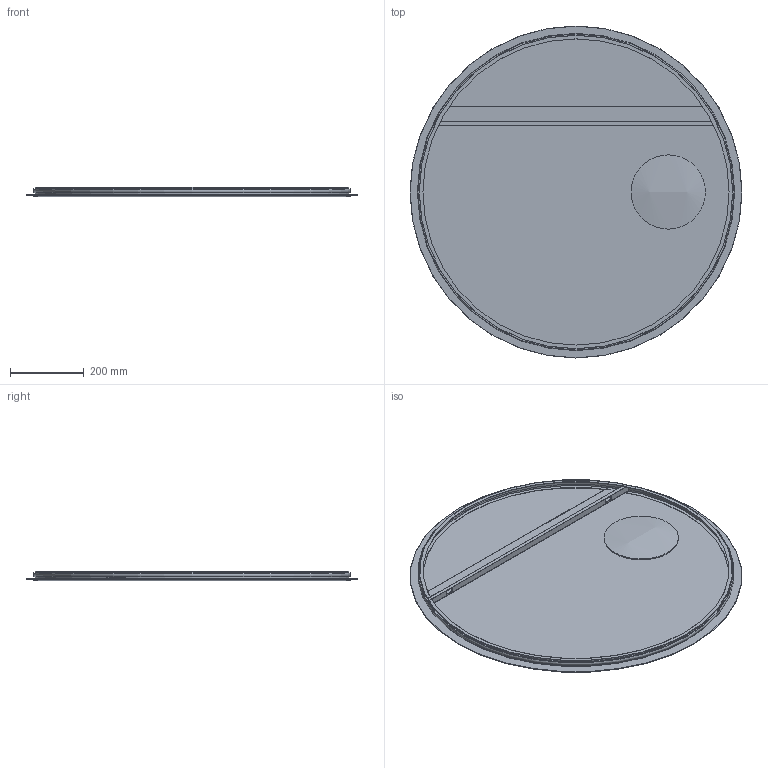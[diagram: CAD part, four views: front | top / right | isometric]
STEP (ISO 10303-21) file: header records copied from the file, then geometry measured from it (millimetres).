
FILE_DESCRIPTION(/* description */ ('Unknown'),/* implementation_level */ '2;1');
FILE_NAME(/* name */ 'MIR90-00',/* time_stamp */ '2026-03-16T11:35:16+01:00',/* author */ ('Unknown'),/* organization */ ('Unknown'),/* preprocessor_version */ 'ST-DEVELOPER v20',/* originating_system */ 'Solid Edge',/* authorisation */ 'Unknown');
FILE_SCHEMA (('AUTOMOTIVE_DESIGN {1 0 10303 214 3 1 1}'));
Length unit declared in the file: millimetre
Products named in the file (8): tondo bisellato d90 con ingranditore; specchio_oa_0; ingranditore 20cm; telaio tondo bisellato_oa_1; anello; barra; tondo 90 bisellato; profilo luminoso
Assembly tree (7 placements, depth 4):
  tondo bisellato d90 con ingranditore
    specchio_oa_0
      ingranditore 20cm
      telaio tondo bisellato_oa_1
        anello
        barra
      tondo 90 bisellato
      profilo luminoso
Bounding box: 900 x 900 x 26 mm (x, y, z)
Volume: 3892774.3 mm3; surface area: 1744656.6 mm2
Topology: 5 solids, 5 shells, 68 faces, 139 edges, 80 vertices
Faces by surface type: cylinder 26, plane 25, torus 10, sphere 6, cone 1
Full cylindrical faces by diameter (mm): 200 x1, 201.188 x1, 830 x2, 848.4 x1, 850 x2, 856.82 x2, 900 x1
Entity records: 1975 total; most frequent: DIRECTION 322, CARTESIAN_POINT 282, ORIENTED_EDGE 232, AXIS2_PLACEMENT_3D 134, EDGE_CURVE 116, EDGE_LOOP 96, FACE_BOUND 96, VERTEX_POINT 78
